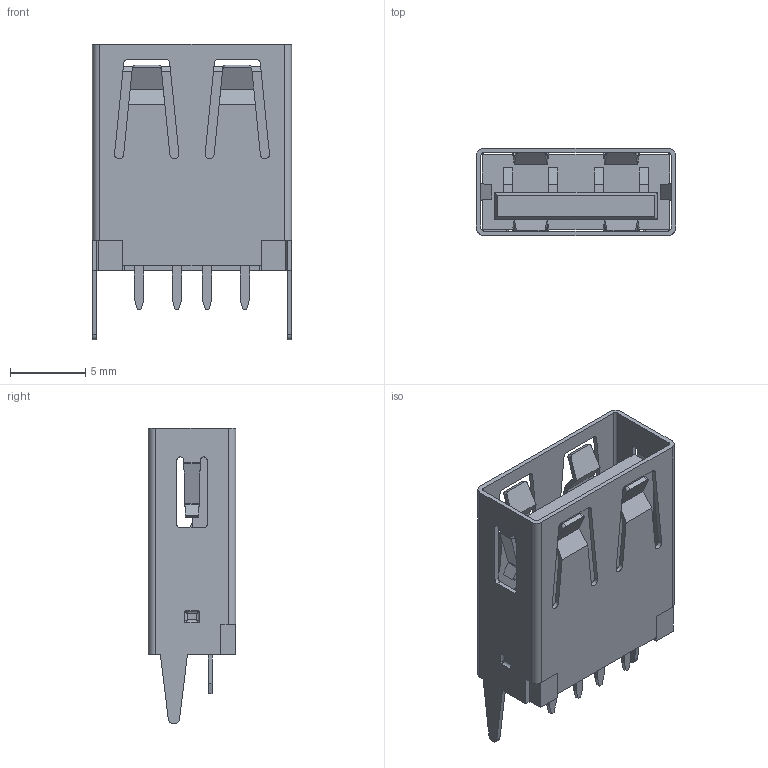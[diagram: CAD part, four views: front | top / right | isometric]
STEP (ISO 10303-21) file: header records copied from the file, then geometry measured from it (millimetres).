
FILE_DESCRIPTION (( 'STEP AP214' ), '1' );
FILE_NAME ('USB-A_TH_USB-256-BRWH150.step', '2022-07-15T09:03:09', ( '' ), ( '' ), 'SwSTEP 2.0', 'SolidWorks 2020', '' );
FILE_SCHEMA (( 'AUTOMOTIVE_DESIGN' ));
Length unit declared in the file: millimetre
Products named in the file (1): USB-A_TH_USB-256-BRWH150
Bounding box: 13.2 x 5.8 x 19.6 mm (x, y, z)
Volume: 501.1 mm3; surface area: 1698.9 mm2
Topology: 10 solids, 10 shells, 613 faces, 1665 edges, 1100 vertices
Faces by surface type: plane 417, bspline 120, cylinder 76
Entity records: 27277 total; most frequent: CARTESIAN_POINT 5827, ORIENTED_EDGE 3314, DIRECTION 2469, EDGE_CURVE 1657, LINE 1265, VECTOR 1265, VERTEX_POINT 1100, EDGE_LOOP 663
